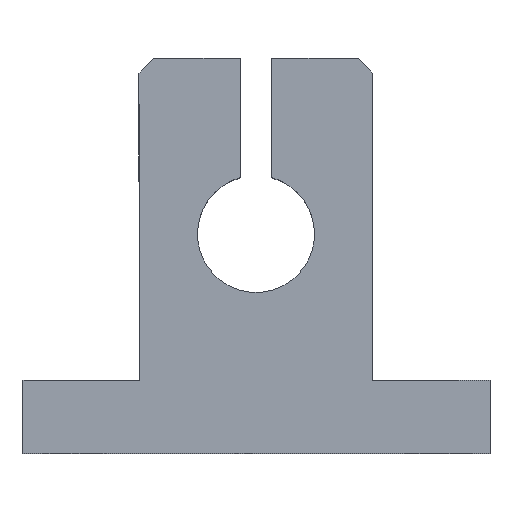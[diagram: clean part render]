
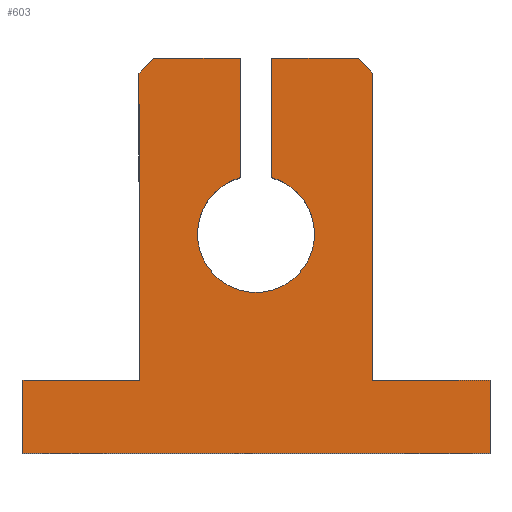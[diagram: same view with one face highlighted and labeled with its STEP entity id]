
A CAD part, top view. The second image highlights one B-rep face of the part: STEP entity #603.
In plain terms, the highlighted planar face has unit normal (0, 0, 1).
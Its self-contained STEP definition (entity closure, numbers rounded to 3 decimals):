
#47=CIRCLE('',#664,4.);
#81=FACE_OUTER_BOUND('',#124,.T.);
#124=EDGE_LOOP('',(#532,#533,#534,#535,#536,#537,#538,#539,#540,#541,#542,
#543,#544,#545));
#162=LINE('',#950,#226);
#165=LINE('',#955,#229);
#167=LINE('',#959,#231);
#169=LINE('',#963,#233);
#171=LINE('',#967,#235);
#173=LINE('',#971,#237);
#176=LINE('',#979,#240);
#178=LINE('',#983,#242);
#180=LINE('',#987,#244);
#182=LINE('',#991,#246);
#184=LINE('',#995,#248);
#186=LINE('',#999,#250);
#188=LINE('',#1002,#252);
#226=VECTOR('',#780,10.);
#229=VECTOR('',#785,10.);
#231=VECTOR('',#789,10.);
#233=VECTOR('',#793,10.);
#235=VECTOR('',#797,10.);
#237=VECTOR('',#801,10.);
#240=VECTOR('',#810,10.);
#242=VECTOR('',#814,10.);
#244=VECTOR('',#818,10.);
#246=VECTOR('',#822,10.);
#248=VECTOR('',#826,10.);
#250=VECTOR('',#830,10.);
#252=VECTOR('',#834,10.);
#292=VERTEX_POINT('',#948);
#293=VERTEX_POINT('',#949);
#294=VERTEX_POINT('',#954);
#295=VERTEX_POINT('',#958);
#296=VERTEX_POINT('',#962);
#297=VERTEX_POINT('',#966);
#298=VERTEX_POINT('',#970);
#299=VERTEX_POINT('',#974);
#300=VERTEX_POINT('',#978);
#301=VERTEX_POINT('',#982);
#302=VERTEX_POINT('',#986);
#303=VERTEX_POINT('',#990);
#304=VERTEX_POINT('',#994);
#305=VERTEX_POINT('',#998);
#358=EDGE_CURVE('',#292,#293,#162,.T.);
#361=EDGE_CURVE('',#293,#294,#165,.T.);
#363=EDGE_CURVE('',#294,#295,#167,.T.);
#365=EDGE_CURVE('',#295,#296,#169,.T.);
#367=EDGE_CURVE('',#296,#297,#171,.T.);
#369=EDGE_CURVE('',#297,#298,#173,.T.);
#371=EDGE_CURVE('',#298,#299,#47,.T.);
#373=EDGE_CURVE('',#299,#300,#176,.T.);
#375=EDGE_CURVE('',#300,#301,#178,.T.);
#377=EDGE_CURVE('',#301,#302,#180,.T.);
#379=EDGE_CURVE('',#302,#303,#182,.T.);
#381=EDGE_CURVE('',#303,#304,#184,.T.);
#383=EDGE_CURVE('',#304,#305,#186,.T.);
#385=EDGE_CURVE('',#305,#292,#188,.T.);
#532=ORIENTED_EDGE('',*,*,#358,.F.);
#533=ORIENTED_EDGE('',*,*,#385,.F.);
#534=ORIENTED_EDGE('',*,*,#383,.F.);
#535=ORIENTED_EDGE('',*,*,#381,.F.);
#536=ORIENTED_EDGE('',*,*,#379,.F.);
#537=ORIENTED_EDGE('',*,*,#377,.F.);
#538=ORIENTED_EDGE('',*,*,#375,.F.);
#539=ORIENTED_EDGE('',*,*,#373,.F.);
#540=ORIENTED_EDGE('',*,*,#371,.F.);
#541=ORIENTED_EDGE('',*,*,#369,.F.);
#542=ORIENTED_EDGE('',*,*,#367,.F.);
#543=ORIENTED_EDGE('',*,*,#365,.F.);
#544=ORIENTED_EDGE('',*,*,#363,.F.);
#545=ORIENTED_EDGE('',*,*,#361,.F.);
#570=PLANE('',#672);
#603=ADVANCED_FACE('',(#81),#570,.T.);
#664=AXIS2_PLACEMENT_3D('',#975,#805,#806);
#672=AXIS2_PLACEMENT_3D('',#1003,#835,#836);
#780=DIRECTION('',(0.,1.,0.));
#785=DIRECTION('',(1.,0.,0.));
#789=DIRECTION('',(0.,1.,0.));
#793=DIRECTION('',(0.707,0.707,0.));
#797=DIRECTION('',(1.,0.,0.));
#801=DIRECTION('',(0.,-1.,0.));
#805=DIRECTION('center_axis',(0.,0.,1.));
#806=DIRECTION('ref_axis',(0.269,-0.963,0.));
#810=DIRECTION('',(0.,1.,0.));
#814=DIRECTION('',(1.,0.,0.));
#818=DIRECTION('',(0.707,-0.707,0.));
#822=DIRECTION('',(0.,-1.,0.));
#826=DIRECTION('',(1.,0.,0.));
#830=DIRECTION('',(0.,-1.,0.));
#834=DIRECTION('',(-1.,0.,0.));
#835=DIRECTION('center_axis',(0.,0.,1.));
#836=DIRECTION('ref_axis',(1.,0.,0.));
#948=CARTESIAN_POINT('',(-16.,-2.5,5.));
#949=CARTESIAN_POINT('',(-16.,2.5,5.));
#950=CARTESIAN_POINT('',(-16.,2.5,5.));
#954=CARTESIAN_POINT('',(-8.,2.5,5.));
#955=CARTESIAN_POINT('',(-8.,2.5,5.));
#958=CARTESIAN_POINT('',(-8.,23.5,5.));
#959=CARTESIAN_POINT('',(-8.,23.5,5.));
#962=CARTESIAN_POINT('',(-7.,24.5,5.));
#963=CARTESIAN_POINT('',(-7.,24.5,5.));
#966=CARTESIAN_POINT('',(-1.075,24.5,5.));
#967=CARTESIAN_POINT('',(-1.075,24.5,5.));
#970=CARTESIAN_POINT('',(-1.075,16.353,5.));
#971=CARTESIAN_POINT('',(-1.075,16.353,5.));
#974=CARTESIAN_POINT('',(1.075,16.353,5.));
#975=CARTESIAN_POINT('Origin',(0.,12.5,5.));
#978=CARTESIAN_POINT('',(1.075,24.5,5.));
#979=CARTESIAN_POINT('',(1.075,24.5,5.));
#982=CARTESIAN_POINT('',(7.,24.5,5.));
#983=CARTESIAN_POINT('',(7.,24.5,5.));
#986=CARTESIAN_POINT('',(8.,23.5,5.));
#987=CARTESIAN_POINT('',(8.,23.5,5.));
#990=CARTESIAN_POINT('',(8.,2.5,5.));
#991=CARTESIAN_POINT('',(8.,2.5,5.));
#994=CARTESIAN_POINT('',(16.,2.5,5.));
#995=CARTESIAN_POINT('',(16.,2.5,5.));
#998=CARTESIAN_POINT('',(16.,-2.5,5.));
#999=CARTESIAN_POINT('',(16.,-2.5,5.));
#1002=CARTESIAN_POINT('',(-16.,-2.5,5.));
#1003=CARTESIAN_POINT('Origin',(0.,9.644,5.));
